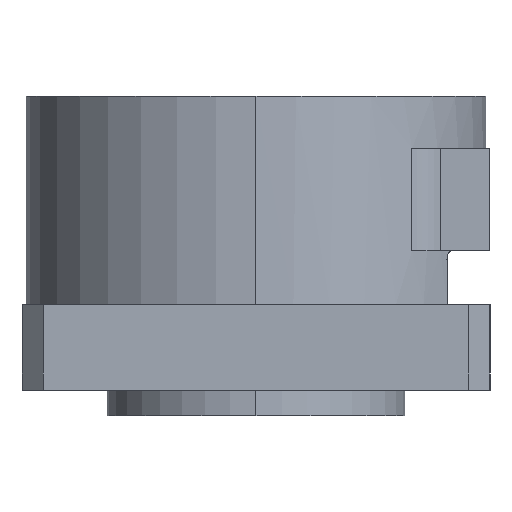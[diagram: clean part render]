
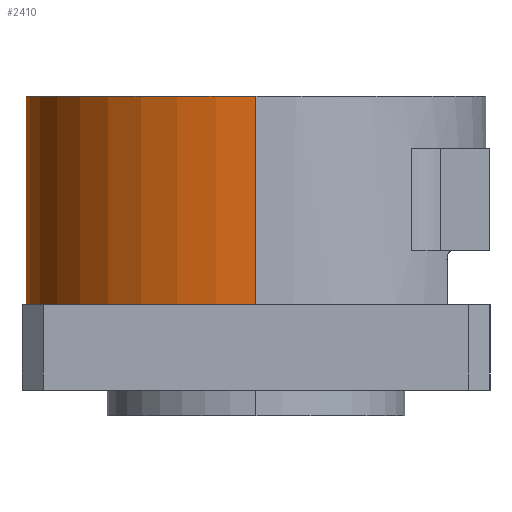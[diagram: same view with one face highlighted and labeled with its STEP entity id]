
A CAD part, left-side view. The second image highlights one B-rep face of the part: STEP entity #2410.
In plain terms, the highlighted cylindrical face has radius 54 mm (diameter 108 mm), a partial arc.
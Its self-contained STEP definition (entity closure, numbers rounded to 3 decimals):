
#261 = ORIENTED_EDGE ( 'NONE', *, *, #4638, .F. ) ;
#262 = ORIENTED_EDGE ( 'NONE', *, *, #4649, .T. ) ;
#1000 = CARTESIAN_POINT ( 'NONE',  ( 54., 0., 49. ) ) ;
#1007 = CARTESIAN_POINT ( 'NONE',  ( 54., 0., 0. ) ) ;
#1009 = CARTESIAN_POINT ( 'NONE',  ( -54., 0., 49. ) ) ;
#1024 = CARTESIAN_POINT ( 'NONE',  ( -54., 0., 0. ) ) ;
#1428 = CYLINDRICAL_SURFACE ( 'NONE', #5116, 54. ) ;
#1430 = FACE_OUTER_BOUND ( 'NONE', #1543, .T. ) ;
#1543 = EDGE_LOOP ( 'NONE', ( #261, #262, #6638, #6640 ) ) ;
#2410 = ADVANCED_FACE ( 'NONE', ( #1430 ), #1428, .T. ) ;
#2892 = CARTESIAN_POINT ( 'NONE',  ( 0., 0., 0. ) ) ;
#2898 = DIRECTION ( 'NONE',  ( 0., 0., 1. ) ) ;
#2899 = DIRECTION ( 'NONE',  ( 1., 0., 0. ) ) ;
#2900 = CARTESIAN_POINT ( 'NONE',  ( 0., 0., 49. ) ) ;
#2902 = DIRECTION ( 'NONE',  ( 0., 0., 1. ) ) ;
#2903 = DIRECTION ( 'NONE',  ( 1., 0., 0. ) ) ;
#2904 = CARTESIAN_POINT ( 'NONE',  ( -54., 0., 49. ) ) ;
#2905 = DIRECTION ( 'NONE',  ( 0., 0., -1. ) ) ;
#2927 = CARTESIAN_POINT ( 'NONE',  ( 54., 0., 49. ) ) ;
#2928 = DIRECTION ( 'NONE',  ( 0., 0., -1. ) ) ;
#3730 = VECTOR ( 'NONE', #2928, 1000. ) ;
#3731 = LINE ( 'NONE', #2927, #3730 ) ;
#3747 = CIRCLE ( 'NONE', #5952, 54. ) ;
#3749 = CIRCLE ( 'NONE', #5956, 54. ) ;
#3753 = LINE ( 'NONE', #2904, #3756 ) ;
#3756 = VECTOR ( 'NONE', #2905, 1000. ) ;
#4197 = VERTEX_POINT ( 'NONE', #1024 ) ;
#4214 = VERTEX_POINT ( 'NONE', #1009 ) ;
#4216 = VERTEX_POINT ( 'NONE', #1007 ) ;
#4223 = VERTEX_POINT ( 'NONE', #1000 ) ;
#4637 = EDGE_CURVE ( 'NONE', #4216, #4197, #3749, .T. ) ;
#4638 = EDGE_CURVE ( 'NONE', #4223, #4214, #3747, .T. ) ;
#4639 = EDGE_CURVE ( 'NONE', #4214, #4197, #3753, .T. ) ;
#4649 = EDGE_CURVE ( 'NONE', #4223, #4216, #3731, .T. ) ;
#5027 = DIRECTION ( 'NONE',  ( 0., 0., -1. ) ) ;
#5033 = DIRECTION ( 'NONE',  ( -1., 0., 0. ) ) ;
#5051 = CARTESIAN_POINT ( 'NONE',  ( 0., 0., 49. ) ) ;
#5116 = AXIS2_PLACEMENT_3D ( 'NONE', #5051, #5027, #5033 ) ;
#5952 = AXIS2_PLACEMENT_3D ( 'NONE', #2900, #2902, #2903 ) ;
#5956 = AXIS2_PLACEMENT_3D ( 'NONE', #2892, #2898, #2899 ) ;
#6638 = ORIENTED_EDGE ( 'NONE', *, *, #4637, .T. ) ;
#6640 = ORIENTED_EDGE ( 'NONE', *, *, #4639, .F. ) ;
